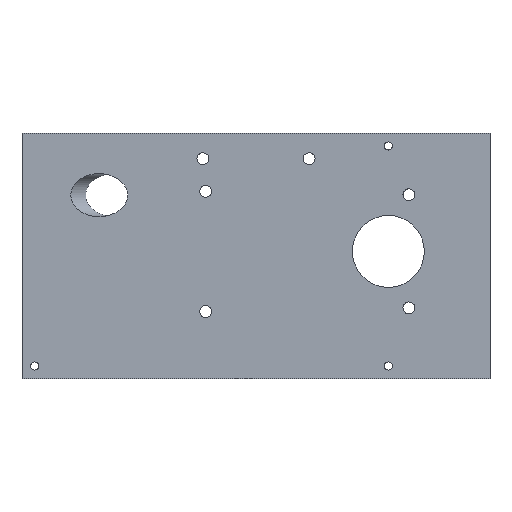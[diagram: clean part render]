
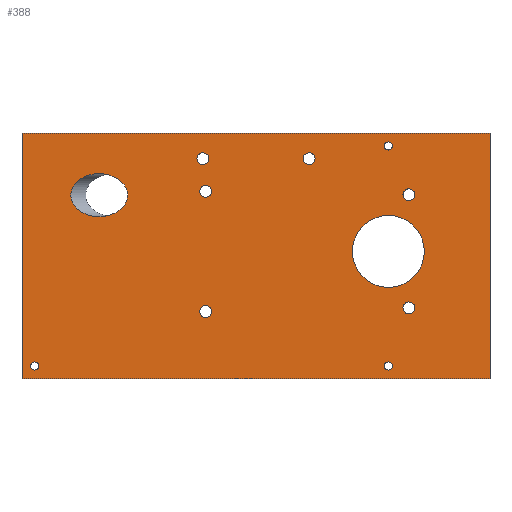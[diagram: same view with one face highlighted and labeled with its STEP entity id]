
A CAD part, front view. The second image highlights one B-rep face of the part: STEP entity #388.
In plain terms, the highlighted planar face has unit normal (0, -1, 0).
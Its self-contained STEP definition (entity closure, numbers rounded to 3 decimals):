
#64=CARTESIAN_POINT('',(70.589,264.653,554.7));
#65=VERTEX_POINT('',#64);
#74=CARTESIAN_POINT('',(68.239,264.653,557.05));
#75=VERTEX_POINT('',#74);
#76=CARTESIAN_POINT('',(70.589,264.653,557.05));
#77=DIRECTION('',(-0.,-1.,-0.));
#78=DIRECTION('',(-1.,0.,0.));
#79=AXIS2_PLACEMENT_3D('',#76,#77,#78);
#80=CIRCLE('',#79,2.35);
#81=EDGE_CURVE('',#65,#75,#80,.T.);
#83=CARTESIAN_POINT('',(70.589,264.653,557.05));
#84=DIRECTION('',(-0.,-1.,-0.));
#85=DIRECTION('',(-1.,0.,0.));
#86=AXIS2_PLACEMENT_3D('',#83,#84,#85);
#87=CIRCLE('',#86,2.35);
#88=EDGE_CURVE('',#75,#65,#87,.T.);
#115=CARTESIAN_POINT('',(112.589,264.653,554.7));
#116=VERTEX_POINT('',#115);
#125=CARTESIAN_POINT('',(110.239,264.653,557.05));
#126=VERTEX_POINT('',#125);
#127=CARTESIAN_POINT('',(112.589,264.653,557.05));
#128=DIRECTION('',(0.,1.,-0.));
#129=DIRECTION('',(-1.,0.,0.));
#130=AXIS2_PLACEMENT_3D('',#127,#128,#129);
#131=CIRCLE('',#130,2.35);
#132=EDGE_CURVE('',#126,#116,#131,.T.);
#134=CARTESIAN_POINT('',(112.589,264.653,557.05));
#135=DIRECTION('',(0.,1.,-0.));
#136=DIRECTION('',(-1.,0.,0.));
#137=AXIS2_PLACEMENT_3D('',#134,#135,#136);
#138=CIRCLE('',#137,2.35);
#139=EDGE_CURVE('',#116,#126,#138,.T.);
#161=CARTESIAN_POINT('',(91.589,264.653,518.55));
#162=DIRECTION('',(0.,1.,-0.));
#163=DIRECTION('',(-0.,-0.,-1.));
#164=AXIS2_PLACEMENT_3D('',#161,#162,#163);
#165=PLANE('',#164);
#166=ORIENTED_EDGE('',*,*,#81,.F.);
#167=ORIENTED_EDGE('',*,*,#88,.F.);
#168=EDGE_LOOP('',(#166,#167));
#169=FACE_BOUND('',#168,.T.);
#170=CARTESIAN_POINT('',(18.361,264.653,542.61));
#171=VERTEX_POINT('',#170);
#172=CARTESIAN_POINT('',(40.847,264.653,542.61));
#173=VERTEX_POINT('',#172);
#174=CARTESIAN_POINT('',(29.604,264.653,542.61));
#175=DIRECTION('',(0.,1.,-0.));
#176=DIRECTION('',(-1.,0.,-0.));
#177=AXIS2_PLACEMENT_3D('',#174,#175,#176);
#178=ELLIPSE('',#177,11.243,8.5);
#179=EDGE_CURVE('',#171,#173,#178,.T.);
#180=ORIENTED_EDGE('',*,*,#179,.T.);
#181=CARTESIAN_POINT('',(29.604,264.653,542.61));
#182=DIRECTION('',(0.,1.,-0.));
#183=DIRECTION('',(-1.,0.,-0.));
#184=AXIS2_PLACEMENT_3D('',#181,#182,#183);
#185=ELLIPSE('',#184,11.243,8.5);
#186=EDGE_CURVE('',#173,#171,#185,.T.);
#187=ORIENTED_EDGE('',*,*,#186,.T.);
#188=EDGE_LOOP('',(#180,#187));
#189=FACE_BOUND('',#188,.T.);
#190=CARTESIAN_POINT('',(-0.941,264.653,567.05));
#191=VERTEX_POINT('',#190);
#192=CARTESIAN_POINT('',(184.118,264.653,567.05));
#193=VERTEX_POINT('',#192);
#194=CARTESIAN_POINT('',(-0.941,264.653,567.05));
#195=DIRECTION('',(1.,-0.,0.));
#196=VECTOR('',#195,185.059);
#197=LINE('',#194,#196);
#198=EDGE_CURVE('',#191,#193,#197,.T.);
#199=ORIENTED_EDGE('',*,*,#198,.F.);
#200=CARTESIAN_POINT('',(-0.941,264.653,470.05));
#201=VERTEX_POINT('',#200);
#202=CARTESIAN_POINT('',(-0.941,264.653,470.05));
#203=DIRECTION('',(0.,0.,1.));
#204=VECTOR('',#203,97.);
#205=LINE('',#202,#204);
#206=EDGE_CURVE('',#201,#191,#205,.T.);
#207=ORIENTED_EDGE('',*,*,#206,.F.);
#208=CARTESIAN_POINT('',(184.118,264.653,470.05));
#209=VERTEX_POINT('',#208);
#210=CARTESIAN_POINT('',(184.118,264.653,470.05));
#211=DIRECTION('',(-1.,0.,0.));
#212=VECTOR('',#211,185.059);
#213=LINE('',#210,#212);
#214=EDGE_CURVE('',#209,#201,#213,.T.);
#215=ORIENTED_EDGE('',*,*,#214,.F.);
#216=CARTESIAN_POINT('',(184.118,264.653,567.05));
#217=DIRECTION('',(-0.,-0.,-1.));
#218=VECTOR('',#217,97.);
#219=LINE('',#216,#218);
#220=EDGE_CURVE('',#193,#209,#219,.T.);
#221=ORIENTED_EDGE('',*,*,#220,.F.);
#222=EDGE_LOOP('',(#199,#207,#215,#221));
#223=FACE_BOUND('',#222,.T.);
#224=CARTESIAN_POINT('',(143.92,264.653,560.45));
#225=VERTEX_POINT('',#224);
#226=CARTESIAN_POINT('',(142.32,264.653,562.05));
#227=VERTEX_POINT('',#226);
#228=CARTESIAN_POINT('',(143.92,264.653,562.05));
#229=DIRECTION('',(-0.,-1.,0.));
#230=DIRECTION('',(-1.,0.,0.));
#231=AXIS2_PLACEMENT_3D('',#228,#229,#230);
#232=CIRCLE('',#231,1.6);
#233=EDGE_CURVE('',#225,#227,#232,.T.);
#234=ORIENTED_EDGE('',*,*,#233,.F.);
#235=CARTESIAN_POINT('',(143.92,264.653,562.05));
#236=DIRECTION('',(-0.,-1.,0.));
#237=DIRECTION('',(-1.,0.,0.));
#238=AXIS2_PLACEMENT_3D('',#235,#236,#237);
#239=CIRCLE('',#238,1.6);
#240=EDGE_CURVE('',#227,#225,#239,.T.);
#241=ORIENTED_EDGE('',*,*,#240,.F.);
#242=EDGE_LOOP('',(#234,#241));
#243=FACE_BOUND('',#242,.T.);
#244=CARTESIAN_POINT('',(143.92,264.653,473.45));
#245=VERTEX_POINT('',#244);
#246=CARTESIAN_POINT('',(142.32,264.653,475.05));
#247=VERTEX_POINT('',#246);
#248=CARTESIAN_POINT('',(143.92,264.653,475.05));
#249=DIRECTION('',(-0.,-1.,0.));
#250=DIRECTION('',(-1.,0.,0.));
#251=AXIS2_PLACEMENT_3D('',#248,#249,#250);
#252=CIRCLE('',#251,1.6);
#253=EDGE_CURVE('',#245,#247,#252,.T.);
#254=ORIENTED_EDGE('',*,*,#253,.F.);
#255=CARTESIAN_POINT('',(143.92,264.653,475.05));
#256=DIRECTION('',(-0.,-1.,0.));
#257=DIRECTION('',(-1.,0.,0.));
#258=AXIS2_PLACEMENT_3D('',#255,#256,#257);
#259=CIRCLE('',#258,1.6);
#260=EDGE_CURVE('',#247,#245,#259,.T.);
#261=ORIENTED_EDGE('',*,*,#260,.F.);
#262=EDGE_LOOP('',(#254,#261));
#263=FACE_BOUND('',#262,.T.);
#264=CARTESIAN_POINT('',(4.059,264.653,473.45));
#265=VERTEX_POINT('',#264);
#266=CARTESIAN_POINT('',(2.459,264.653,475.05));
#267=VERTEX_POINT('',#266);
#268=CARTESIAN_POINT('',(4.059,264.653,475.05));
#269=DIRECTION('',(-0.,-1.,0.));
#270=DIRECTION('',(-1.,0.,0.));
#271=AXIS2_PLACEMENT_3D('',#268,#269,#270);
#272=CIRCLE('',#271,1.6);
#273=EDGE_CURVE('',#265,#267,#272,.T.);
#274=ORIENTED_EDGE('',*,*,#273,.F.);
#275=CARTESIAN_POINT('',(4.059,264.653,475.05));
#276=DIRECTION('',(-0.,-1.,0.));
#277=DIRECTION('',(-1.,0.,0.));
#278=AXIS2_PLACEMENT_3D('',#275,#276,#277);
#279=CIRCLE('',#278,1.6);
#280=EDGE_CURVE('',#267,#265,#279,.T.);
#281=ORIENTED_EDGE('',*,*,#280,.F.);
#282=EDGE_LOOP('',(#274,#281));
#283=FACE_BOUND('',#282,.T.);
#284=CARTESIAN_POINT('',(69.328,264.653,496.582));
#285=VERTEX_POINT('',#284);
#286=CARTESIAN_POINT('',(71.678,264.653,498.932));
#287=VERTEX_POINT('',#286);
#288=CARTESIAN_POINT('',(71.678,264.653,496.582));
#289=DIRECTION('',(0.,1.,-0.));
#290=DIRECTION('',(-1.,0.,0.));
#291=AXIS2_PLACEMENT_3D('',#288,#289,#290);
#292=CIRCLE('',#291,2.35);
#293=EDGE_CURVE('',#285,#287,#292,.T.);
#294=ORIENTED_EDGE('',*,*,#293,.T.);
#295=CARTESIAN_POINT('',(71.678,264.653,496.582));
#296=DIRECTION('',(0.,1.,-0.));
#297=DIRECTION('',(-1.,0.,0.));
#298=AXIS2_PLACEMENT_3D('',#295,#296,#297);
#299=CIRCLE('',#298,2.35);
#300=EDGE_CURVE('',#287,#285,#299,.T.);
#301=ORIENTED_EDGE('',*,*,#300,.T.);
#302=EDGE_LOOP('',(#294,#301));
#303=FACE_BOUND('',#302,.T.);
#304=CARTESIAN_POINT('',(69.328,264.653,544.155));
#305=VERTEX_POINT('',#304);
#306=CARTESIAN_POINT('',(71.678,264.653,546.505));
#307=VERTEX_POINT('',#306);
#308=CARTESIAN_POINT('',(71.678,264.653,544.155));
#309=DIRECTION('',(0.,1.,-0.));
#310=DIRECTION('',(-1.,0.,0.));
#311=AXIS2_PLACEMENT_3D('',#308,#309,#310);
#312=CIRCLE('',#311,2.35);
#313=EDGE_CURVE('',#305,#307,#312,.T.);
#314=ORIENTED_EDGE('',*,*,#313,.T.);
#315=CARTESIAN_POINT('',(71.678,264.653,544.155));
#316=DIRECTION('',(0.,1.,-0.));
#317=DIRECTION('',(-1.,0.,0.));
#318=AXIS2_PLACEMENT_3D('',#315,#316,#317);
#319=CIRCLE('',#318,2.35);
#320=EDGE_CURVE('',#307,#305,#319,.T.);
#321=ORIENTED_EDGE('',*,*,#320,.T.);
#322=EDGE_LOOP('',(#314,#321));
#323=FACE_BOUND('',#322,.T.);
#324=CARTESIAN_POINT('',(149.715,264.653,542.731));
#325=VERTEX_POINT('',#324);
#326=CARTESIAN_POINT('',(152.065,264.653,545.081));
#327=VERTEX_POINT('',#326);
#328=CARTESIAN_POINT('',(152.065,264.653,542.731));
#329=DIRECTION('',(0.,1.,-0.));
#330=DIRECTION('',(-1.,0.,0.));
#331=AXIS2_PLACEMENT_3D('',#328,#329,#330);
#332=CIRCLE('',#331,2.35);
#333=EDGE_CURVE('',#325,#327,#332,.T.);
#334=ORIENTED_EDGE('',*,*,#333,.T.);
#335=CARTESIAN_POINT('',(152.065,264.653,542.731));
#336=DIRECTION('',(0.,1.,-0.));
#337=DIRECTION('',(-1.,0.,0.));
#338=AXIS2_PLACEMENT_3D('',#335,#336,#337);
#339=CIRCLE('',#338,2.35);
#340=EDGE_CURVE('',#327,#325,#339,.T.);
#341=ORIENTED_EDGE('',*,*,#340,.T.);
#342=EDGE_LOOP('',(#334,#341));
#343=FACE_BOUND('',#342,.T.);
#344=CARTESIAN_POINT('',(149.696,264.653,498.016));
#345=VERTEX_POINT('',#344);
#346=CARTESIAN_POINT('',(152.046,264.653,500.366));
#347=VERTEX_POINT('',#346);
#348=CARTESIAN_POINT('',(152.046,264.653,498.016));
#349=DIRECTION('',(0.,1.,-0.));
#350=DIRECTION('',(-1.,0.,0.));
#351=AXIS2_PLACEMENT_3D('',#348,#349,#350);
#352=CIRCLE('',#351,2.35);
#353=EDGE_CURVE('',#345,#347,#352,.T.);
#354=ORIENTED_EDGE('',*,*,#353,.T.);
#355=CARTESIAN_POINT('',(152.046,264.653,498.016));
#356=DIRECTION('',(0.,1.,-0.));
#357=DIRECTION('',(-1.,0.,0.));
#358=AXIS2_PLACEMENT_3D('',#355,#356,#357);
#359=CIRCLE('',#358,2.35);
#360=EDGE_CURVE('',#347,#345,#359,.T.);
#361=ORIENTED_EDGE('',*,*,#360,.T.);
#362=EDGE_LOOP('',(#354,#361));
#363=FACE_BOUND('',#362,.T.);
#364=CARTESIAN_POINT('',(129.687,264.653,520.377));
#365=VERTEX_POINT('',#364);
#366=CARTESIAN_POINT('',(143.918,264.653,534.608));
#367=VERTEX_POINT('',#366);
#368=CARTESIAN_POINT('',(143.918,264.653,520.377));
#369=DIRECTION('',(0.,1.,-0.));
#370=DIRECTION('',(-1.,0.,0.));
#371=AXIS2_PLACEMENT_3D('',#368,#369,#370);
#372=CIRCLE('',#371,14.231);
#373=EDGE_CURVE('',#365,#367,#372,.T.);
#374=ORIENTED_EDGE('',*,*,#373,.T.);
#375=CARTESIAN_POINT('',(143.918,264.653,520.377));
#376=DIRECTION('',(0.,1.,-0.));
#377=DIRECTION('',(-1.,0.,0.));
#378=AXIS2_PLACEMENT_3D('',#375,#376,#377);
#379=CIRCLE('',#378,14.231);
#380=EDGE_CURVE('',#367,#365,#379,.T.);
#381=ORIENTED_EDGE('',*,*,#380,.T.);
#382=EDGE_LOOP('',(#374,#381));
#383=FACE_BOUND('',#382,.T.);
#384=ORIENTED_EDGE('',*,*,#132,.T.);
#385=ORIENTED_EDGE('',*,*,#139,.T.);
#386=EDGE_LOOP('',(#384,#385));
#387=FACE_BOUND('',#386,.T.);
#388=ADVANCED_FACE('',(#169,#189,#223,#243,#263,#283,#303,#323,#343,#363,#383,#387),#165,.F.);
